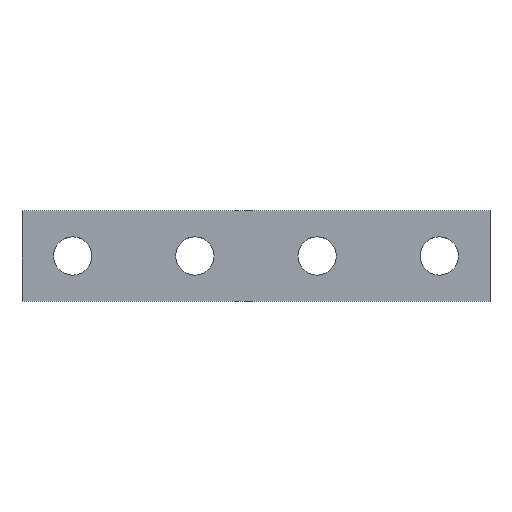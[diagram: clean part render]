
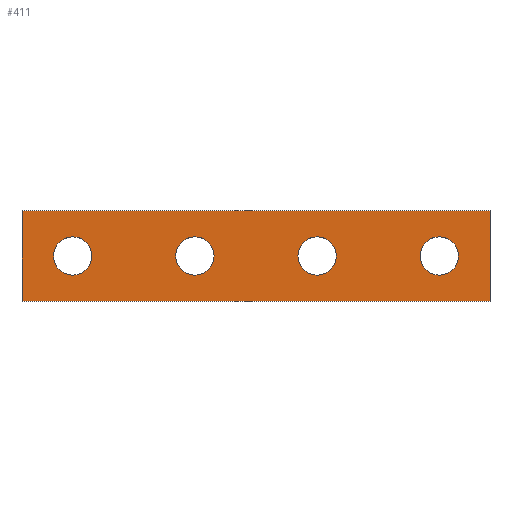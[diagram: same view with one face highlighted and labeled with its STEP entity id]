
A CAD part, top view. The second image highlights one B-rep face of the part: STEP entity #411.
In plain terms, the highlighted planar face has unit normal (0, 0, 1).
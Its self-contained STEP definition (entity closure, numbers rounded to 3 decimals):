
#172=AXIS2_PLACEMENT_3D('Circle Axis2P3D',#170,#171,$) ;
#198=AXIS2_PLACEMENT_3D('Circle Axis2P3D',#196,#197,$) ;
#229=AXIS2_PLACEMENT_3D('Circle Axis2P3D',#227,#228,$) ;
#255=AXIS2_PLACEMENT_3D('Circle Axis2P3D',#253,#254,$) ;
#286=AXIS2_PLACEMENT_3D('Circle Axis2P3D',#284,#285,$) ;
#312=AXIS2_PLACEMENT_3D('Circle Axis2P3D',#310,#311,$) ;
#343=AXIS2_PLACEMENT_3D('Circle Axis2P3D',#341,#342,$) ;
#369=AXIS2_PLACEMENT_3D('Circle Axis2P3D',#367,#368,$) ;
#387=AXIS2_PLACEMENT_3D('Plane Axis2P3D',#384,#385,#386) ;
#50=CARTESIAN_POINT('Vertex',(0.,25.,4.)) ;
#53=CARTESIAN_POINT('Line Origine',(64.7,25.,4.)) ;
#57=CARTESIAN_POINT('Vertex',(129.4,25.,4.)) ;
#88=CARTESIAN_POINT('Vertex',(0.,0.,4.)) ;
#91=CARTESIAN_POINT('Line Origine',(0.,12.5,4.)) ;
#119=CARTESIAN_POINT('Vertex',(129.4,0.,4.)) ;
#122=CARTESIAN_POINT('Line Origine',(64.7,0.,4.)) ;
#144=CARTESIAN_POINT('Line Origine',(129.4,12.5,4.)) ;
#165=CARTESIAN_POINT('Vertex',(14.,17.8,4.)) ;
#170=CARTESIAN_POINT('Axis2P3D Location',(14.,12.5,4.)) ;
#174=CARTESIAN_POINT('Vertex',(14.,7.2,4.)) ;
#196=CARTESIAN_POINT('Axis2P3D Location',(14.,12.5,4.)) ;
#222=CARTESIAN_POINT('Vertex',(81.6,17.8,4.)) ;
#227=CARTESIAN_POINT('Axis2P3D Location',(81.6,12.5,4.)) ;
#231=CARTESIAN_POINT('Vertex',(81.6,7.2,4.)) ;
#253=CARTESIAN_POINT('Axis2P3D Location',(81.6,12.5,4.)) ;
#279=CARTESIAN_POINT('Vertex',(47.8,17.8,4.)) ;
#284=CARTESIAN_POINT('Axis2P3D Location',(47.8,12.5,4.)) ;
#288=CARTESIAN_POINT('Vertex',(47.8,7.2,4.)) ;
#310=CARTESIAN_POINT('Axis2P3D Location',(47.8,12.5,4.)) ;
#336=CARTESIAN_POINT('Vertex',(115.4,17.8,4.)) ;
#341=CARTESIAN_POINT('Axis2P3D Location',(115.4,12.5,4.)) ;
#345=CARTESIAN_POINT('Vertex',(115.4,7.2,4.)) ;
#367=CARTESIAN_POINT('Axis2P3D Location',(115.4,12.5,4.)) ;
#384=CARTESIAN_POINT('Axis2P3D Location',(64.7,12.5,4.)) ;
#54=DIRECTION('Vector Direction',(-1.,0.,0.)) ;
#92=DIRECTION('Vector Direction',(0.,-1.,0.)) ;
#123=DIRECTION('Vector Direction',(-1.,0.,0.)) ;
#145=DIRECTION('Vector Direction',(0.,-1.,0.)) ;
#171=DIRECTION('Axis2P3D Direction',(0.,0.,1.)) ;
#197=DIRECTION('Axis2P3D Direction',(0.,0.,1.)) ;
#228=DIRECTION('Axis2P3D Direction',(0.,0.,1.)) ;
#254=DIRECTION('Axis2P3D Direction',(0.,0.,1.)) ;
#285=DIRECTION('Axis2P3D Direction',(0.,0.,1.)) ;
#311=DIRECTION('Axis2P3D Direction',(0.,0.,1.)) ;
#342=DIRECTION('Axis2P3D Direction',(0.,0.,1.)) ;
#368=DIRECTION('Axis2P3D Direction',(0.,0.,1.)) ;
#385=DIRECTION('Axis2P3D Direction',(0.,0.,1.)) ;
#386=DIRECTION('Axis2P3D XDirection',(-1.,0.,0.)) ;
#55=VECTOR('Line Direction',#54,1.) ;
#93=VECTOR('Line Direction',#92,1.) ;
#124=VECTOR('Line Direction',#123,1.) ;
#146=VECTOR('Line Direction',#145,1.) ;
#390=ORIENTED_EDGE('',*,*,#59,.T.) ;
#391=ORIENTED_EDGE('',*,*,#95,.T.) ;
#392=ORIENTED_EDGE('',*,*,#126,.T.) ;
#393=ORIENTED_EDGE('',*,*,#148,.T.) ;
#396=ORIENTED_EDGE('',*,*,#176,.F.) ;
#397=ORIENTED_EDGE('',*,*,#200,.F.) ;
#400=ORIENTED_EDGE('',*,*,#233,.F.) ;
#401=ORIENTED_EDGE('',*,*,#257,.F.) ;
#404=ORIENTED_EDGE('',*,*,#290,.F.) ;
#405=ORIENTED_EDGE('',*,*,#314,.F.) ;
#408=ORIENTED_EDGE('',*,*,#347,.F.) ;
#409=ORIENTED_EDGE('',*,*,#371,.F.) ;
#398=FACE_BOUND('',#395,.T.) ;
#402=FACE_BOUND('',#399,.T.) ;
#406=FACE_BOUND('',#403,.T.) ;
#410=FACE_BOUND('',#407,.T.) ;
#411=ADVANCED_FACE('WQL_4_WF10',(#394,#398,#402,#406,#410),#388,.T.) ;
#173=CIRCLE('generated circle',#172,5.3) ;
#199=CIRCLE('generated circle',#198,5.3) ;
#230=CIRCLE('generated circle',#229,5.3) ;
#256=CIRCLE('generated circle',#255,5.3) ;
#287=CIRCLE('generated circle',#286,5.3) ;
#313=CIRCLE('generated circle',#312,5.3) ;
#344=CIRCLE('generated circle',#343,5.3) ;
#370=CIRCLE('generated circle',#369,5.3) ;
#59=EDGE_CURVE('',#58,#51,#56,.T.) ;
#95=EDGE_CURVE('',#51,#89,#94,.T.) ;
#126=EDGE_CURVE('',#89,#120,#125,.F.) ;
#148=EDGE_CURVE('',#120,#58,#147,.F.) ;
#176=EDGE_CURVE('',#166,#175,#173,.T.) ;
#200=EDGE_CURVE('',#175,#166,#199,.T.) ;
#233=EDGE_CURVE('',#223,#232,#230,.T.) ;
#257=EDGE_CURVE('',#232,#223,#256,.T.) ;
#290=EDGE_CURVE('',#280,#289,#287,.T.) ;
#314=EDGE_CURVE('',#289,#280,#313,.T.) ;
#347=EDGE_CURVE('',#337,#346,#344,.T.) ;
#371=EDGE_CURVE('',#346,#337,#370,.T.) ;
#389=EDGE_LOOP('',(#390,#391,#392,#393)) ;
#395=EDGE_LOOP('',(#396,#397)) ;
#399=EDGE_LOOP('',(#400,#401)) ;
#403=EDGE_LOOP('',(#404,#405)) ;
#407=EDGE_LOOP('',(#408,#409)) ;
#394=FACE_OUTER_BOUND('',#389,.T.) ;
#56=LINE('Line',#53,#55) ;
#94=LINE('Line',#91,#93) ;
#125=LINE('Line',#122,#124) ;
#147=LINE('Line',#144,#146) ;
#388=PLANE('',#387) ;
#51=VERTEX_POINT('',#50) ;
#58=VERTEX_POINT('',#57) ;
#89=VERTEX_POINT('',#88) ;
#120=VERTEX_POINT('',#119) ;
#166=VERTEX_POINT('',#165) ;
#175=VERTEX_POINT('',#174) ;
#223=VERTEX_POINT('',#222) ;
#232=VERTEX_POINT('',#231) ;
#280=VERTEX_POINT('',#279) ;
#289=VERTEX_POINT('',#288) ;
#337=VERTEX_POINT('',#336) ;
#346=VERTEX_POINT('',#345) ;
